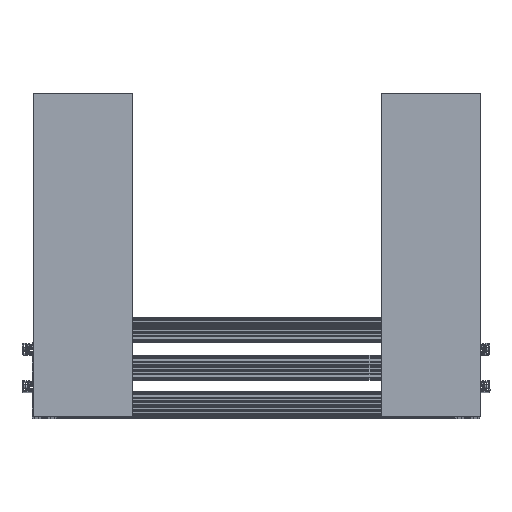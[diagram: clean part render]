
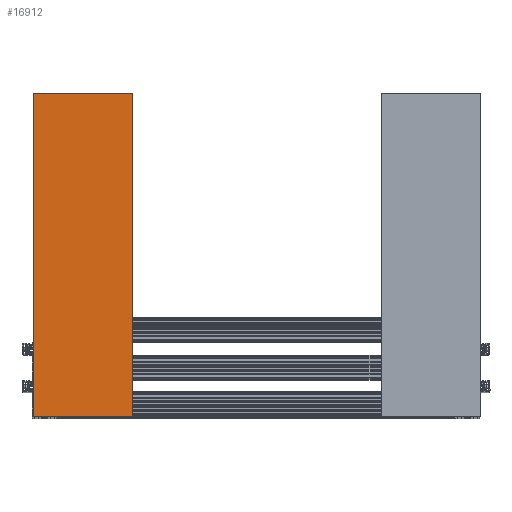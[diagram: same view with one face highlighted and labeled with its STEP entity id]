
A CAD part, top view. The second image highlights one B-rep face of the part: STEP entity #16912.
In plain terms, the highlighted face is planar.
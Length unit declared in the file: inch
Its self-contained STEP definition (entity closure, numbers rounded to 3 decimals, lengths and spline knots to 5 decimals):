
#141 = VERTEX_POINT ( 'NONE', #5206 ) ;
#2377 = VECTOR ( 'NONE', #10364, 39.37008 ) ;
#2872 = EDGE_LOOP ( 'NONE', ( #23068, #15295, #7768, #12731 ) ) ;
#2989 = VECTOR ( 'NONE', #8074, 39.37008 ) ;
#3802 = FACE_OUTER_BOUND ( 'NONE', #2872, .T. ) ;
#3962 = VERTEX_POINT ( 'NONE', #7413 ) ;
#4917 = VERTEX_POINT ( 'NONE', #10575 ) ;
#5206 = CARTESIAN_POINT ( 'NONE',  ( -2., 0., 6.5 ) ) ;
#7105 = VERTEX_POINT ( 'NONE', #20471 ) ;
#7413 = CARTESIAN_POINT ( 'NONE',  ( 2., 0., 6.5 ) ) ;
#7445 = DIRECTION ( 'NONE',  ( 0., 0., 1. ) ) ;
#7768 = ORIENTED_EDGE ( 'NONE', *, *, #19423, .F. ) ;
#7994 = AXIS2_PLACEMENT_3D ( 'NONE', #19780, #23648, #7445 ) ;
#8074 = DIRECTION ( 'NONE',  ( -1., 0., 0. ) ) ;
#9424 = PLANE ( 'NONE',  #7994 ) ;
#9544 = VECTOR ( 'NONE', #17486, 39.37008 ) ;
#10359 = CARTESIAN_POINT ( 'NONE',  ( -2., 0., 6.5 ) ) ;
#10364 = DIRECTION ( 'NONE',  ( 0., 0., -1. ) ) ;
#10462 = EDGE_CURVE ( 'NONE', #141, #3962, #16954, .T. ) ;
#10575 = CARTESIAN_POINT ( 'NONE',  ( -2., 0., -6.5 ) ) ;
#12731 = ORIENTED_EDGE ( 'NONE', *, *, #10462, .F. ) ;
#15061 = CARTESIAN_POINT ( 'NONE',  ( 2., 0., 6.5 ) ) ;
#15295 = ORIENTED_EDGE ( 'NONE', *, *, #23822, .F. ) ;
#15445 = EDGE_CURVE ( 'NONE', #4917, #141, #18676, .T. ) ;
#16748 = DIRECTION ( 'NONE',  ( 0., 0., 1. ) ) ;
#16871 = LINE ( 'NONE', #18809, #2377 ) ;
#16912 = ADVANCED_FACE ( 'NONE', ( #3802 ), #9424, .F. ) ;
#16954 = LINE ( 'NONE', #15061, #9544 ) ;
#17397 = VECTOR ( 'NONE', #16748, 39.37008 ) ;
#17486 = DIRECTION ( 'NONE',  ( 1., 0., 0. ) ) ;
#18676 = LINE ( 'NONE', #10359, #17397 ) ;
#18809 = CARTESIAN_POINT ( 'NONE',  ( 2., 0., 6.5 ) ) ;
#19423 = EDGE_CURVE ( 'NONE', #3962, #7105, #16871, .T. ) ;
#19780 = CARTESIAN_POINT ( 'NONE',  ( 0., 0., 0. ) ) ;
#20471 = CARTESIAN_POINT ( 'NONE',  ( 2., 0., -6.5 ) ) ;
#23068 = ORIENTED_EDGE ( 'NONE', *, *, #15445, .F. ) ;
#23281 = LINE ( 'NONE', #26546, #2989 ) ;
#23648 = DIRECTION ( 'NONE',  ( 0., 1., 0. ) ) ;
#23822 = EDGE_CURVE ( 'NONE', #7105, #4917, #23281, .T. ) ;
#26546 = CARTESIAN_POINT ( 'NONE',  ( 2., 0., -6.5 ) ) ;
